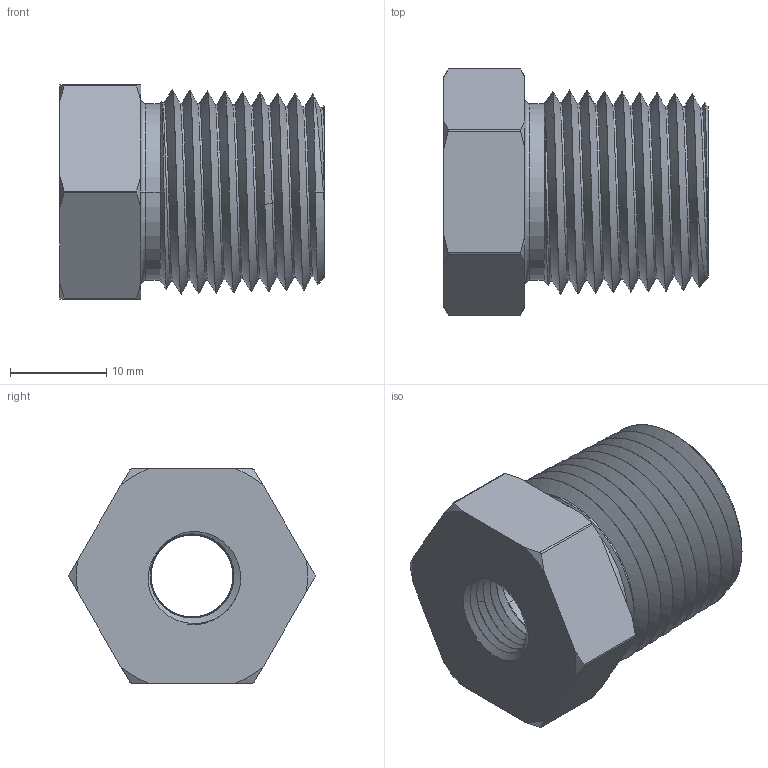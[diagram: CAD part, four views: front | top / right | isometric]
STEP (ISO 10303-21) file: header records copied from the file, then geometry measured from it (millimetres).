
FILE_DESCRIPTION((''),'2;1');
FILE_NAME('HEX_BUSHING_H_SHB','2025-07-08T13:40:18',('Administrator'),(''),'CREO PARAMETRIC BY PTC INC, 2020184','CREO PARAMETRIC BY PTC INC, 2020184','');
FILE_SCHEMA(('AUTOMOTIVE_DESIGN { 1 0 10303 214 1 1 1 1 }'));
Length unit declared in the file: millimetre
Products named in the file (1): HEX_BUSHING_H_SHB
Bounding box: 27.4 x 25.57 x 22.2 mm (x, y, z)
Volume: 7436.5 mm3; surface area: 4228.6 mm2
Topology: 1 solids, 1 shells, 82 faces, 235 edges, 168 vertices
Faces by surface type: cone 44, bspline 15, cylinder 12, plane 9, torus 2
Entity records: 7824 total; most frequent: CARTESIAN_POINT 5761, ORIENTED_EDGE 458, DIRECTION 275, EDGE_CURVE 229, VERTEX_POINT 150, B_SPLINE_CURVE_WITH_KNOTS 128, COLOUR_RGB 116, AXIS2_PLACEMENT_3D 100
